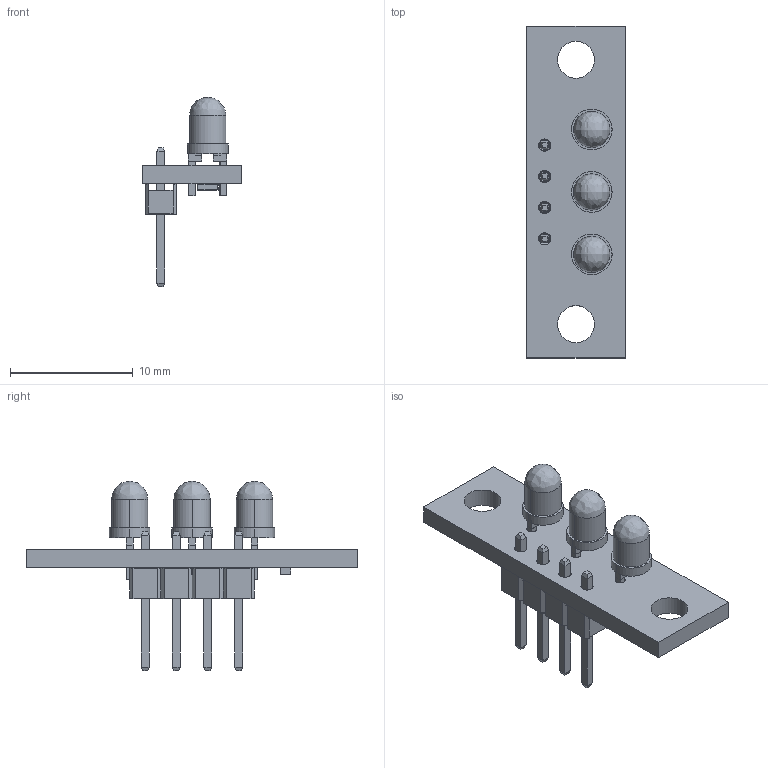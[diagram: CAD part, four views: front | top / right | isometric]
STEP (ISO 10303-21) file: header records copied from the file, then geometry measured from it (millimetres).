
FILE_DESCRIPTION(('Open CASCADE Model'),'2;1');
FILE_NAME('Open CASCADE Shape Model','2022-11-15T15:18:06',('Author'),( 'Open CASCADE'),'Open CASCADE STEP processor 7.5','Open CASCADE 7.5' ,'Unknown');
FILE_SCHEMA(('AUTOMOTIVE_DESIGN { 1 0 10303 214 1 1 1 1 }'));
Length unit declared in the file: millimetre
Products named in the file (72): PCB; Board; Open CASCADE STEP translator 7.5 2.1.1; X1; 1X1_M; R3; User Library-RES_1609-0603; R2; R1; D3; User Library-LEDd3G; Open CASCADE STEP translator 6.2 685.1; 352708944; Extruded5; 352709712; Extruded1; 352709328; Extruded4; 352708560; Extruded; 352709456; Extruded2; 352708816; Extruded3; 352479088; Cylinder1; 352468896; Sphere; 352476064; Cylinder; D2; User Library-LEDd3Y; Open CASCADE STEP translator 6.2 545.1; 352471808; 352466432; 352466768; D1; User Library-LEDd3R; Open CASCADE STEP translator 6.2 627.1; 352476848 ...
Assembly tree (88 placements, depth 6):
  PCB
    Board
      Open CASCADE STEP translator 7.5 2.1.1
    X1
      1X1_M  x4
    R3
      User Library-RES_1609-0603
    R2
      User Library-RES_1609-0603
    R1
      User Library-RES_1609-0603
    D3
      User Library-LEDd3G
        Open CASCADE STEP translator 6.2 685.1
          352708944  x2
            Extruded5
          352709712
            Extruded1
          352709328  x2
            Extruded4
          352708560  x2
            Extruded
          352709456
            Extruded2
          352708816  x2
            Extruded3
          352479088
            Cylinder1
          352468896
            Sphere
          352476064
            Cylinder
    D2
      User Library-LEDd3Y
        Open CASCADE STEP translator 6.2 545.1
          352708944  x2
            Extruded4
          352709328  x2
            Extruded2
          352708816  x2
            Extruded5
          352708560  x2
            Extruded
          352471808
            Sphere
          352466432
            Cylinder
          352466768
            Cylinder1
          352709456
            Extruded1
          352709712
            Extruded3
    D1
      User Library-LEDd3R
        Open CASCADE STEP translator 6.2 627.1
          352476848
            Cylinder1
          352476512
            Sphere
Bounding box: 8 x 27 x 15.41 mm (x, y, z)
Volume: 488 mm3; surface area: 1252.8 mm2
Topology: 60 solids, 60 shells, 854 faces, 2029 edges, 1240 vertices
Faces by surface type: plane 533, bspline 193, cylinder 128
Full cylindrical faces by diameter (mm): 0.8 x6, 1 x4, 3 x2
Entity records: 14008 total; most frequent: CARTESIAN_POINT 4929, ORIENTED_EDGE 1482, DIRECTION 1477, EDGE_CURVE 741, LINE 533, VECTOR 533, VERTEX_POINT 480, AXIS2_PLACEMENT_3D 472
